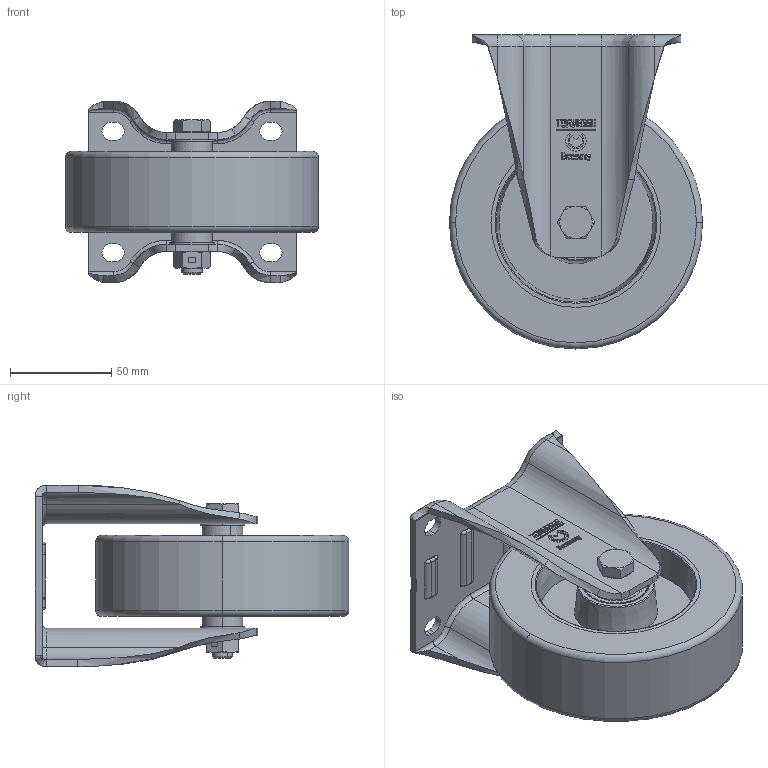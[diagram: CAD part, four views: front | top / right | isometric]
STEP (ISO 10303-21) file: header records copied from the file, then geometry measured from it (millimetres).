
FILE_DESCRIPTION (( 'STEP AP214' ), '1' );
FILE_NAME ('0026827_B-IM-EPUA-125-K_(A-02).step', '2019-05-27T08:36:41', ( '' ), ( '' ), 'SwSTEP 2.0', 'SolidWorks 2018', '' );
FILE_SCHEMA (( 'AUTOMOTIVE_DESIGN' ));
Length unit declared in the file: millimetre
Products named in the file (1): 0026827_B-IM-EPUA-125-K_(A-02)
Bounding box: 125 x 155 x 89.74 mm (x, y, z)
Volume: 440738.7 mm3; surface area: 134338 mm2
Topology: 13 solids, 13 shells, 682 faces, 1662 edges, 1052 vertices
Faces by surface type: plane 335, cylinder 213, bspline 56, torus 46, cone 32
Entity records: 32260 total; most frequent: CARTESIAN_POINT 8573, ORIENTED_EDGE 3324, DIRECTION 3318, EDGE_CURVE 1662, AXIS2_PLACEMENT_3D 1163, VERTEX_POINT 1052, LINE 992, VECTOR 992
